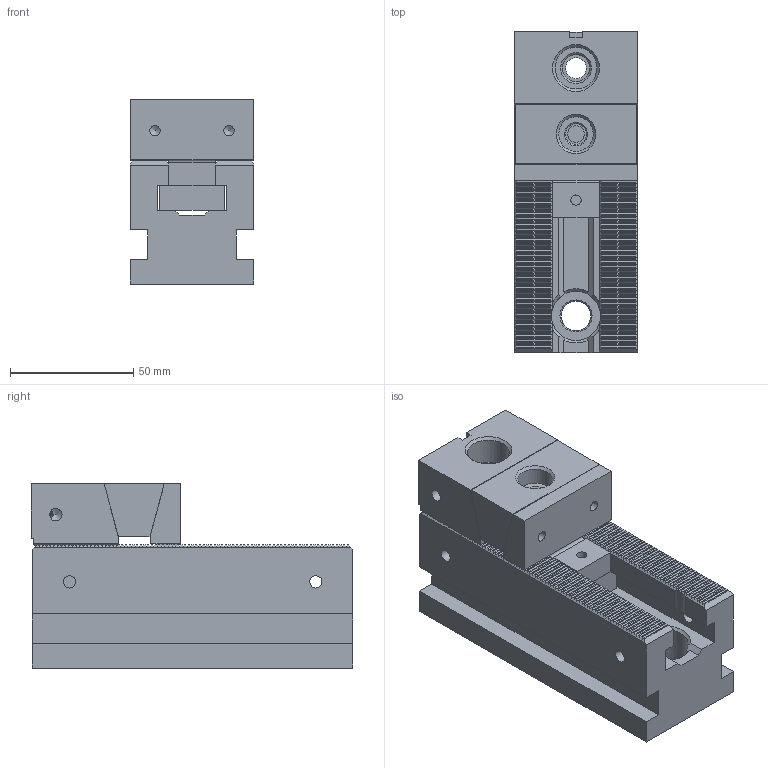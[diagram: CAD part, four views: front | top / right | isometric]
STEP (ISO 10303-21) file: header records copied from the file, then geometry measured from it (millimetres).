
FILE_DESCRIPTION( ( 'Unknown' ), '1' );
FILE_NAME( 'SVF-C-5013-100-C.stp', 'Unknown', ( 'Unknown' ), ( 'Unknown' ), 'PSStep 17.0.49', 'Unknown', ' ' );
FILE_SCHEMA( ( 'AUTOMOTIVE_DESIGN { 1 0 10303 214 1 1 1 1 }' ) );
Length unit declared in the file: millimetre
Products named in the file (12): SVF-AB04-50; 1-SVF-AB04-50-2; 1-SVF-AB04-50-1; SVF-A01-50; 1-SVF-ABT-50-2; 1-SVF-A01-50-1; SVF-AB03-50; 1-SVF-AB03-50-1; 1-SVF-AB03-50-2; 3-SVF-AB03-A01-AB04-50; Assem1; SVF-AB01-5013-100
Assembly tree (11 placements, depth 4):
  Assem1
    SVF-AB01-5013-100
    3-SVF-AB03-A01-AB04-50
      SVF-AB03-50
        1-SVF-AB03-50-1
        1-SVF-AB03-50-2
      SVF-A01-50
        1-SVF-ABT-50-2
        1-SVF-A01-50-1
      SVF-AB04-50
        1-SVF-AB04-50-2
        1-SVF-AB04-50-1
Bounding box: 50 x 130.5 x 74.75 mm (x, y, z)
Volume: 300911.1 mm3; surface area: 76411.2 mm2
Topology: 7 solids, 7 shells, 867 faces, 2562 edges, 1708 vertices
Faces by surface type: plane 786, cylinder 45, cone 36
Full cylindrical faces by diameter (mm): 3.3 x2, 4.2 x6, 5 x8, 5.4 x2, 5.5 x2, 6.8 x1, 7.5 x2, 8.5 x2, 9 x2, 11 x1, 12 x2, 14 x1, 17 x1, 20 x2
Entity records: 35092 total; most frequent: CARTESIAN_POINT 5148, ORIENTED_EDGE 4910, DIRECTION 4334, EDGE_CURVE 2455, LINE 2294, VECTOR 2294, VERTEX_POINT 1670, AXIS2_PLACEMENT_3D 1020
